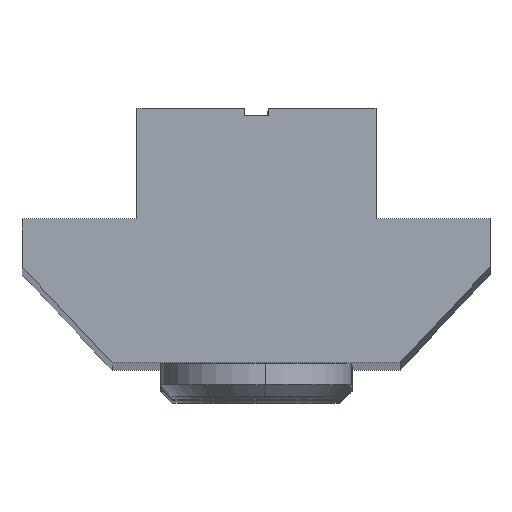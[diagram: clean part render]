
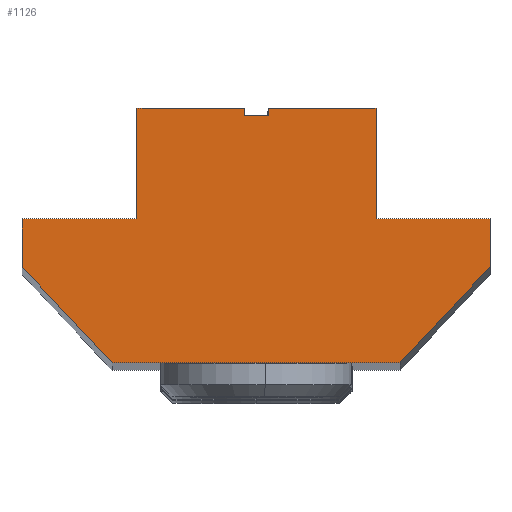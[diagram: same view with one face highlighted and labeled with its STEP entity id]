
A CAD part, top view. The second image highlights one B-rep face of the part: STEP entity #1126.
In plain terms, the highlighted planar face has unit normal (0, 0, 1).
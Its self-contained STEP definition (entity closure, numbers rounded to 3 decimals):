
#15 = ORIENTED_EDGE ( 'NONE', *, *, #387, .T. ) ;
#16 = ORIENTED_EDGE ( 'NONE', *, *, #1163, .F. ) ;
#110 = LINE ( 'NONE', #3289, #1571 ) ;
#111 = VERTEX_POINT ( 'NONE', #2767 ) ;
#121 = AXIS2_PLACEMENT_3D ( 'NONE', #1967, #1316, #2642 ) ;
#126 = DIRECTION ( 'NONE',  ( 0.684, 0.73, 0. ) ) ;
#129 = DIRECTION ( 'NONE',  ( 1., 0., 0. ) ) ;
#254 = ORIENTED_EDGE ( 'NONE', *, *, #450, .T. ) ;
#265 = CARTESIAN_POINT ( 'NONE',  ( 5., 0.7, 90. ) ) ;
#267 = DIRECTION ( 'NONE',  ( 0., 1., 0. ) ) ;
#272 = LINE ( 'NONE', #543, #2419 ) ;
#283 = LINE ( 'NONE', #2506, #1005 ) ;
#377 = VECTOR ( 'NONE', #1516, 1000. ) ;
#387 = EDGE_CURVE ( 'NONE', #3329, #3425, #1230, .T. ) ;
#399 = VECTOR ( 'NONE', #267, 1000. ) ;
#409 = VECTOR ( 'NONE', #682, 1000. ) ;
#450 = EDGE_CURVE ( 'NONE', #3425, #2010, #1329, .T. ) ;
#456 = CARTESIAN_POINT ( 'NONE',  ( 0.5, 5., 90. ) ) ;
#490 = LINE ( 'NONE', #1799, #1854 ) ;
#543 = CARTESIAN_POINT ( 'NONE',  ( -5., 5.3, 90. ) ) ;
#563 = EDGE_CURVE ( 'NONE', #111, #1101, #283, .T. ) ;
#584 = EDGE_CURVE ( 'NONE', #1101, #3329, #2516, .T. ) ;
#610 = ORIENTED_EDGE ( 'NONE', *, *, #3032, .T. ) ;
#650 = CARTESIAN_POINT ( 'NONE',  ( -9.75, -1.3, 90. ) ) ;
#657 = CARTESIAN_POINT ( 'NONE',  ( 6., -5.3, 90. ) ) ;
#682 = DIRECTION ( 'NONE',  ( 1., 0., 0. ) ) ;
#684 = VERTEX_POINT ( 'NONE', #2317 ) ;
#688 = ORIENTED_EDGE ( 'NONE', *, *, #1616, .T. ) ;
#696 = DIRECTION ( 'NONE',  ( -1., 0., 0. ) ) ;
#774 = PLANE ( 'NONE',  #121 ) ;
#795 = CARTESIAN_POINT ( 'NONE',  ( -9.75, 0.7, 90. ) ) ;
#820 = CARTESIAN_POINT ( 'NONE',  ( -0.5, 5., 90. ) ) ;
#910 = LINE ( 'NONE', #657, #409 ) ;
#940 = CARTESIAN_POINT ( 'NONE',  ( -5., 5.3, 90. ) ) ;
#981 = ORIENTED_EDGE ( 'NONE', *, *, #584, .T. ) ;
#982 = CARTESIAN_POINT ( 'NONE',  ( 9.75, 0.7, 90. ) ) ;
#1005 = VECTOR ( 'NONE', #126, 1000. ) ;
#1021 = DIRECTION ( 'NONE',  ( -1., 0., 0. ) ) ;
#1046 = LINE ( 'NONE', #1623, #2385 ) ;
#1101 = VERTEX_POINT ( 'NONE', #2765 ) ;
#1126 = ADVANCED_FACE ( 'NONE', ( #2636 ), #774, .T. ) ;
#1150 = ORIENTED_EDGE ( 'NONE', *, *, #563, .T. ) ;
#1161 = EDGE_CURVE ( 'NONE', #1752, #111, #910, .T. ) ;
#1163 = EDGE_CURVE ( 'NONE', #1938, #2863, #3165, .T. ) ;
#1221 = ORIENTED_EDGE ( 'NONE', *, *, #1883, .T. ) ;
#1230 = LINE ( 'NONE', #1426, #1939 ) ;
#1232 = VECTOR ( 'NONE', #129, 1000. ) ;
#1291 = ORIENTED_EDGE ( 'NONE', *, *, #2952, .F. ) ;
#1316 = DIRECTION ( 'NONE',  ( 0., 0., 1. ) ) ;
#1329 = LINE ( 'NONE', #1946, #1503 ) ;
#1337 = ORIENTED_EDGE ( 'NONE', *, *, #1621, .T. ) ;
#1347 = VECTOR ( 'NONE', #1021, 1000. ) ;
#1362 = EDGE_LOOP ( 'NONE', ( #2154, #688, #1480, #1337, #1221, #610, #3404, #1150, #981, #15, #254, #2625, #1291, #16 ) ) ;
#1426 = CARTESIAN_POINT ( 'NONE',  ( 5., 0.7, 90. ) ) ;
#1441 = LINE ( 'NONE', #3159, #1347 ) ;
#1480 = ORIENTED_EDGE ( 'NONE', *, *, #1638, .T. ) ;
#1503 = VECTOR ( 'NONE', #2961, 1000. ) ;
#1516 = DIRECTION ( 'NONE',  ( 0., 1., 0. ) ) ;
#1571 = VECTOR ( 'NONE', #2527, 1000. ) ;
#1616 = EDGE_CURVE ( 'NONE', #684, #1836, #272, .T. ) ;
#1621 = EDGE_CURVE ( 'NONE', #1751, #2320, #1734, .T. ) ;
#1623 = CARTESIAN_POINT ( 'NONE',  ( -9.75, 0.7, 90. ) ) ;
#1638 = EDGE_CURVE ( 'NONE', #1836, #1751, #1644, .T. ) ;
#1644 = LINE ( 'NONE', #940, #2956 ) ;
#1734 = LINE ( 'NONE', #795, #2342 ) ;
#1751 = VERTEX_POINT ( 'NONE', #3119 ) ;
#1752 = VERTEX_POINT ( 'NONE', #2125 ) ;
#1799 = CARTESIAN_POINT ( 'NONE',  ( -9.75, -1.3, 90. ) ) ;
#1836 = VERTEX_POINT ( 'NONE', #2495 ) ;
#1854 = VECTOR ( 'NONE', #1944, 1000. ) ;
#1883 = EDGE_CURVE ( 'NONE', #2320, #3379, #1046, .T. ) ;
#1938 = VERTEX_POINT ( 'NONE', #2870 ) ;
#1939 = VECTOR ( 'NONE', #3003, 1000. ) ;
#1944 = DIRECTION ( 'NONE',  ( 0.684, -0.73, 0. ) ) ;
#1946 = CARTESIAN_POINT ( 'NONE',  ( 5., 5.3, 90. ) ) ;
#1967 = CARTESIAN_POINT ( 'NONE',  ( 0., 0., 90. ) ) ;
#2010 = VERTEX_POINT ( 'NONE', #3076 ) ;
#2092 = DIRECTION ( 'NONE',  ( 0., -1., 0. ) ) ;
#2125 = CARTESIAN_POINT ( 'NONE',  ( -6., -5.3, 90. ) ) ;
#2154 = ORIENTED_EDGE ( 'NONE', *, *, #2408, .T. ) ;
#2317 = CARTESIAN_POINT ( 'NONE',  ( -0.5, 5.3, 90. ) ) ;
#2320 = VERTEX_POINT ( 'NONE', #3019 ) ;
#2334 = CARTESIAN_POINT ( 'NONE',  ( 0.5, 5.3, 90. ) ) ;
#2342 = VECTOR ( 'NONE', #696, 1000. ) ;
#2385 = VECTOR ( 'NONE', #2092, 1000. ) ;
#2408 = EDGE_CURVE ( 'NONE', #1938, #684, #3238, .T. ) ;
#2419 = VECTOR ( 'NONE', #2433, 1000. ) ;
#2433 = DIRECTION ( 'NONE',  ( -1., 0., 0. ) ) ;
#2495 = CARTESIAN_POINT ( 'NONE',  ( -5., 5.3, 90. ) ) ;
#2506 = CARTESIAN_POINT ( 'NONE',  ( 9.75, -1.3, 90. ) ) ;
#2516 = LINE ( 'NONE', #2544, #377 ) ;
#2527 = DIRECTION ( 'NONE',  ( 0., 1., 0. ) ) ;
#2544 = CARTESIAN_POINT ( 'NONE',  ( 9.75, 0.7, 90. ) ) ;
#2588 = DIRECTION ( 'NONE',  ( 0., -1., 0. ) ) ;
#2602 = EDGE_CURVE ( 'NONE', #2010, #2685, #1441, .T. ) ;
#2625 = ORIENTED_EDGE ( 'NONE', *, *, #2602, .T. ) ;
#2636 = FACE_OUTER_BOUND ( 'NONE', #1362, .T. ) ;
#2642 = DIRECTION ( 'NONE',  ( 1., 0., 0. ) ) ;
#2685 = VERTEX_POINT ( 'NONE', #2334 ) ;
#2765 = CARTESIAN_POINT ( 'NONE',  ( 9.75, -1.3, 90. ) ) ;
#2767 = CARTESIAN_POINT ( 'NONE',  ( 6., -5.3, 90. ) ) ;
#2863 = VERTEX_POINT ( 'NONE', #456 ) ;
#2870 = CARTESIAN_POINT ( 'NONE',  ( -0.5, 5., 90. ) ) ;
#2952 = EDGE_CURVE ( 'NONE', #2863, #2685, #110, .T. ) ;
#2956 = VECTOR ( 'NONE', #2588, 1000. ) ;
#2961 = DIRECTION ( 'NONE',  ( 0., 1., 0. ) ) ;
#3003 = DIRECTION ( 'NONE',  ( -1., 0., 0. ) ) ;
#3019 = CARTESIAN_POINT ( 'NONE',  ( -9.75, 0.7, 90. ) ) ;
#3032 = EDGE_CURVE ( 'NONE', #3379, #1752, #490, .T. ) ;
#3076 = CARTESIAN_POINT ( 'NONE',  ( 5., 5.3, 90. ) ) ;
#3119 = CARTESIAN_POINT ( 'NONE',  ( -5., 0.7, 90. ) ) ;
#3159 = CARTESIAN_POINT ( 'NONE',  ( -5., 5.3, 90. ) ) ;
#3165 = LINE ( 'NONE', #3370, #1232 ) ;
#3238 = LINE ( 'NONE', #820, #399 ) ;
#3289 = CARTESIAN_POINT ( 'NONE',  ( 0.5, 5., 90. ) ) ;
#3329 = VERTEX_POINT ( 'NONE', #982 ) ;
#3370 = CARTESIAN_POINT ( 'NONE',  ( -0.5, 5., 90. ) ) ;
#3379 = VERTEX_POINT ( 'NONE', #650 ) ;
#3404 = ORIENTED_EDGE ( 'NONE', *, *, #1161, .T. ) ;
#3425 = VERTEX_POINT ( 'NONE', #265 ) ;
